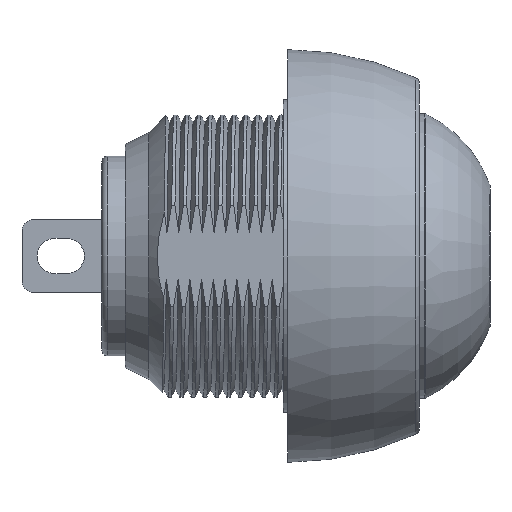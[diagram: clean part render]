
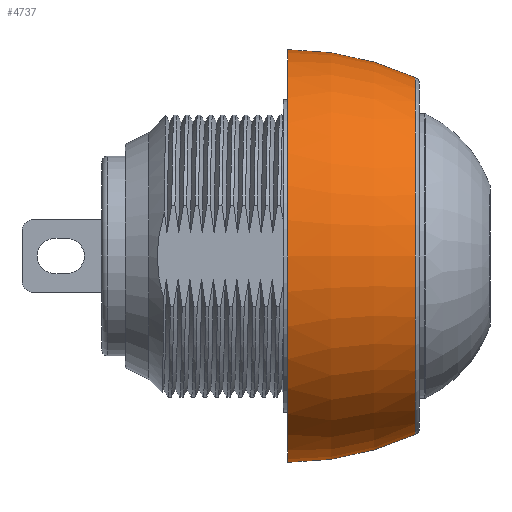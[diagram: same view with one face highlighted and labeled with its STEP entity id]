
A CAD part, left-side view. The second image highlights one B-rep face of the part: STEP entity #4737.
In plain terms, the highlighted toroidal (fillet/blend) face has major radius 4.16 mm and minor radius 12.935 mm.
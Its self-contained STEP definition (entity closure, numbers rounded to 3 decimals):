
#48 = CIRCLE ( 'NONE', #2456, 8.775 ) ;
#552 = DIRECTION ( 'NONE',  ( 0., 0., 1. ) ) ;
#914 = ORIENTED_EDGE ( 'NONE', *, *, #15816, .T. ) ;
#1244 = VERTEX_POINT ( 'NONE', #9323 ) ;
#1555 = VERTEX_POINT ( 'NONE', #12700 ) ;
#1970 = DIRECTION ( 'NONE',  ( 0., 1., 0. ) ) ;
#2456 = AXIS2_PLACEMENT_3D ( 'NONE', #14721, #14991, #11988 ) ;
#2801 = ORIENTED_EDGE ( 'NONE', *, *, #6469, .F. ) ;
#2850 = DIRECTION ( 'NONE',  ( 0., 0., 1. ) ) ;
#3076 = CIRCLE ( 'NONE', #5471, 7.582 ) ;
#3792 = CARTESIAN_POINT ( 'NONE',  ( 0., -0.2, 8.775 ) ) ;
#4737 = ADVANCED_FACE ( 'NONE', ( #5687 ), #8152, .T. ) ;
#5471 = AXIS2_PLACEMENT_3D ( 'NONE', #9071, #1970, #552 ) ;
#5687 = FACE_OUTER_BOUND ( 'NONE', #6139, .T. ) ;
#6139 = EDGE_LOOP ( 'NONE', ( #2801, #16146, #15353, #914 ) ) ;
#6469 = EDGE_CURVE ( 'NONE', #10755, #1244, #17170, .T. ) ;
#7739 = DIRECTION ( 'NONE',  ( -1., 0., 0. ) ) ;
#8152 = TOROIDAL_SURFACE ( 'NONE', #13585, -4.161, 12.936 ) ;
#8767 = AXIS2_PLACEMENT_3D ( 'NONE', #16970, #18211, #11045 ) ;
#9071 = CARTESIAN_POINT ( 'NONE',  ( 0., -5.626, 0. ) ) ;
#9323 = CARTESIAN_POINT ( 'NONE',  ( 0., -5.626, 7.582 ) ) ;
#10755 = VERTEX_POINT ( 'NONE', #3792 ) ;
#11045 = DIRECTION ( 'NONE',  ( 0., 0., -1. ) ) ;
#11104 = EDGE_CURVE ( 'NONE', #1555, #13780, #14192, .T. ) ;
#11801 = AXIS2_PLACEMENT_3D ( 'NONE', #15780, #7739, #2850 ) ;
#11988 = DIRECTION ( 'NONE',  ( 0., 0., -1. ) ) ;
#12700 = CARTESIAN_POINT ( 'NONE',  ( 0., -0.2, -8.775 ) ) ;
#12869 = DIRECTION ( 'NONE',  ( 0., -1., 0. ) ) ;
#12961 = DIRECTION ( 'NONE',  ( 0., 0., -1. ) ) ;
#13256 = CARTESIAN_POINT ( 'NONE',  ( 0., -0.2, 0. ) ) ;
#13585 = AXIS2_PLACEMENT_3D ( 'NONE', #13256, #12869, #12961 ) ;
#13780 = VERTEX_POINT ( 'NONE', #15462 ) ;
#14192 = CIRCLE ( 'NONE', #11801, 12.936 ) ;
#14721 = CARTESIAN_POINT ( 'NONE',  ( 0., -0.2, 0. ) ) ;
#14991 = DIRECTION ( 'NONE',  ( 0., -1., 0. ) ) ;
#15353 = ORIENTED_EDGE ( 'NONE', *, *, #11104, .T. ) ;
#15462 = CARTESIAN_POINT ( 'NONE',  ( 0., -5.626, -7.582 ) ) ;
#15686 = EDGE_CURVE ( 'NONE', #10755, #1555, #48, .T. ) ;
#15780 = CARTESIAN_POINT ( 'NONE',  ( 0., -0.2, 4.161 ) ) ;
#15816 = EDGE_CURVE ( 'NONE', #13780, #1244, #3076, .T. ) ;
#16146 = ORIENTED_EDGE ( 'NONE', *, *, #15686, .T. ) ;
#16970 = CARTESIAN_POINT ( 'NONE',  ( 0., -0.2, -4.161 ) ) ;
#17170 = CIRCLE ( 'NONE', #8767, 12.936 ) ;
#18211 = DIRECTION ( 'NONE',  ( 1., 0., 0. ) ) ;
